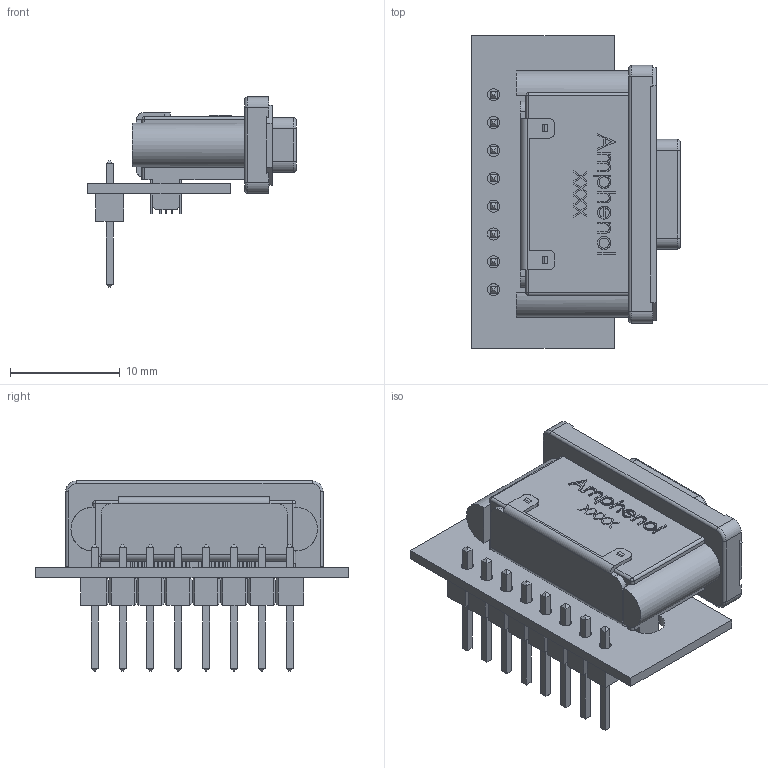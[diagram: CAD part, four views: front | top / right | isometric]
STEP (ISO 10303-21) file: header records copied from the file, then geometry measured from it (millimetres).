
FILE_DESCRIPTION(('Open CASCADE Model'),'2;1');
FILE_NAME('Open CASCADE Shape Model','2022-05-25T01:22:09',('Author'),( 'Open CASCADE'),'Open CASCADE STEP processor 6.8','Open CASCADE 6.8' ,'Unknown');
FILE_SCHEMA(('AUTOMOTIVE_DESIGN { 1 0 10303 214 1 1 1 1 }'));
Length unit declared in the file: millimetre
Products named in the file (9): PCB; BoardUSB-C-PCB-V0; Open CASCADE STEP translator 6.8 4.1.1; J2USB-C-PCB-V0; 9734764192; Body; LeadsArray; J1USB-C-PCB-V0; M-MUSBR-M1C1-X0-REVT3
Assembly tree (8 placements, depth 4):
  PCB
    BoardUSB-C-PCB-V0
      Open CASCADE STEP translator 6.8 4.1.1
    J2USB-C-PCB-V0
      9734764192
        Body
        LeadsArray
    J1USB-C-PCB-V0
      M-MUSBR-M1C1-X0-REVT3
Bounding box: 19.02 x 28.5 x 17.36 mm (x, y, z)
Volume: 2054 mm3; surface area: 2925.8 mm2
Topology: 11 solids, 11 shells, 1151 faces, 2940 edges, 1874 vertices
Faces by surface type: plane 869, cylinder 192, bspline 66, torus 18, cone 4, sphere 2
Full cylindrical faces by diameter (mm): 0.58 x30, 1.1 x8, 1.778 x2, 2.8 x2, 3.305 x2
Entity records: 37147 total; most frequent: CARTESIAN_POINT 9316, ORIENTED_EDGE 5872, DIRECTION 5274, EDGE_CURVE 2936, LINE 2346, VECTOR 2346, VERTEX_POINT 1874, AXIS2_PLACEMENT_3D 1464
